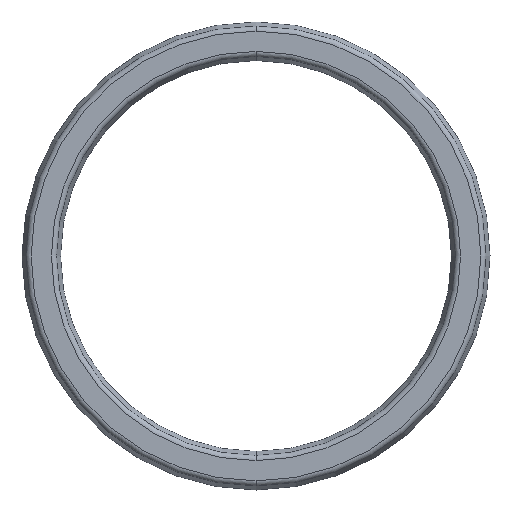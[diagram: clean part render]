
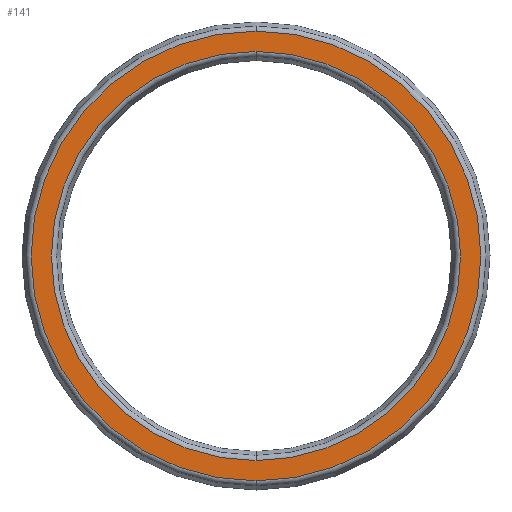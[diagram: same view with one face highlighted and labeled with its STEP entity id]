
A CAD part, front view. The second image highlights one B-rep face of the part: STEP entity #141.
In plain terms, the highlighted planar face has unit normal (0, -1, 0).
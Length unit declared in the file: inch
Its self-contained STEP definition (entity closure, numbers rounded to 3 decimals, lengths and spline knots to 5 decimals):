
#4 = EDGE_CURVE ( 'NONE', #109, #630, #361, .T. ) ;
#15 = EDGE_LOOP ( 'NONE', ( #424, #544 ) ) ;
#23 = DIRECTION ( 'NONE',  ( 0., 0., -1. ) ) ;
#24 = EDGE_CURVE ( 'NONE', #150, #153, #127, .T. ) ;
#41 = FACE_BOUND ( 'NONE', #15, .T. ) ;
#46 = CARTESIAN_POINT ( 'NONE',  ( 2.4375, -0.3125, -2.32262 ) ) ;
#53 = DIRECTION ( 'NONE',  ( 0., 0., -1. ) ) ;
#71 = CARTESIAN_POINT ( 'NONE',  ( 2.4375, -0.3125, 2.55238 ) ) ;
#90 = FACE_OUTER_BOUND ( 'NONE', #467, .T. ) ;
#109 = VERTEX_POINT ( 'NONE', #386 ) ;
#120 = CARTESIAN_POINT ( 'NONE',  ( 2.4375, -0.3125, 0. ) ) ;
#127 = CIRCLE ( 'NONE', #320, 2.55238 ) ;
#141 = ADVANCED_FACE ( 'NONE', ( #90, #41 ), #553, .T. ) ;
#145 = AXIS2_PLACEMENT_3D ( 'NONE', #230, #579, #475 ) ;
#150 = VERTEX_POINT ( 'NONE', #71 ) ;
#153 = VERTEX_POINT ( 'NONE', #305 ) ;
#154 = CIRCLE ( 'NONE', #418, 2.32262 ) ;
#168 = AXIS2_PLACEMENT_3D ( 'NONE', #543, #179, #453 ) ;
#179 = DIRECTION ( 'NONE',  ( 0., -1., 0. ) ) ;
#214 = DIRECTION ( 'NONE',  ( 0., 1., 0. ) ) ;
#215 = EDGE_CURVE ( 'NONE', #630, #109, #154, .T. ) ;
#230 = CARTESIAN_POINT ( 'NONE',  ( 2.4375, -0.3125, 0. ) ) ;
#278 = EDGE_CURVE ( 'NONE', #153, #150, #315, .T. ) ;
#291 = DIRECTION ( 'NONE',  ( 0., 1., 0. ) ) ;
#305 = CARTESIAN_POINT ( 'NONE',  ( 2.4375, -0.3125, -2.55238 ) ) ;
#315 = CIRCLE ( 'NONE', #145, 2.55238 ) ;
#320 = AXIS2_PLACEMENT_3D ( 'NONE', #120, #444, #23 ) ;
#361 = CIRCLE ( 'NONE', #493, 2.32262 ) ;
#386 = CARTESIAN_POINT ( 'NONE',  ( 2.4375, -0.3125, 2.32262 ) ) ;
#411 = ORIENTED_EDGE ( 'NONE', *, *, #24, .T. ) ;
#418 = AXIS2_PLACEMENT_3D ( 'NONE', #586, #291, #436 ) ;
#424 = ORIENTED_EDGE ( 'NONE', *, *, #215, .T. ) ;
#436 = DIRECTION ( 'NONE',  ( 0., 0., -1. ) ) ;
#444 = DIRECTION ( 'NONE',  ( 0., -1., 0. ) ) ;
#453 = DIRECTION ( 'NONE',  ( 0., 0., -1. ) ) ;
#467 = EDGE_LOOP ( 'NONE', ( #615, #411 ) ) ;
#475 = DIRECTION ( 'NONE',  ( 0., 0., -1. ) ) ;
#493 = AXIS2_PLACEMENT_3D ( 'NONE', #625, #214, #53 ) ;
#543 = CARTESIAN_POINT ( 'NONE',  ( -0.15625, -0.3125, 0. ) ) ;
#544 = ORIENTED_EDGE ( 'NONE', *, *, #4, .T. ) ;
#553 = PLANE ( 'NONE',  #168 ) ;
#579 = DIRECTION ( 'NONE',  ( 0., -1., 0. ) ) ;
#586 = CARTESIAN_POINT ( 'NONE',  ( 2.4375, -0.3125, 0. ) ) ;
#615 = ORIENTED_EDGE ( 'NONE', *, *, #278, .T. ) ;
#625 = CARTESIAN_POINT ( 'NONE',  ( 2.4375, -0.3125, 0. ) ) ;
#630 = VERTEX_POINT ( 'NONE', #46 ) ;
